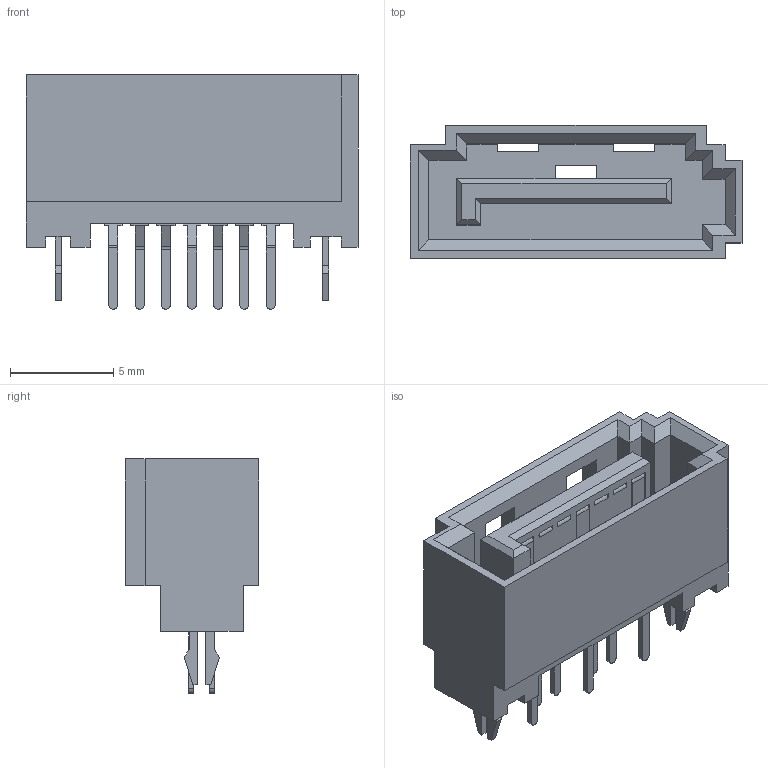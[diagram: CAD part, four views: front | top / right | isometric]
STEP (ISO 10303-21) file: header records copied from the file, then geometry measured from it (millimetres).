
FILE_DESCRIPTION((''),'2;1');
FILE_NAME('FST0705-MDS3003K6K','2023-04-13T',('工程三'),(''),'PRO/ENGINEER BY PARAMETRIC TECHNOLOGY CORPORATION, 2010280','PRO/ENGINEER BY PARAMETRIC TECHNOLOGY CORPORATION, 2010280','');
FILE_SCHEMA(('CONFIG_CONTROL_DESIGN'));
Length unit declared in the file: millimetre
Products named in the file (1): FST0705-MDS3003K6K
Bounding box: 16.08 x 6.45 x 11.35 mm (x, y, z)
Volume: 405.4 mm3; surface area: 1065.6 mm2
Topology: 1 solids, 1 shells, 294 faces, 835 edges, 540 vertices
Faces by surface type: plane 263, cylinder 31
Entity records: 9425 total; most frequent: ORIENTED_EDGE 1670, CARTESIAN_POINT 1669, DIRECTION 1491, EDGE_CURVE 835, VECTOR 767, LINE 767, VERTEX_POINT 540, AXIS2_PLACEMENT_3D 362
